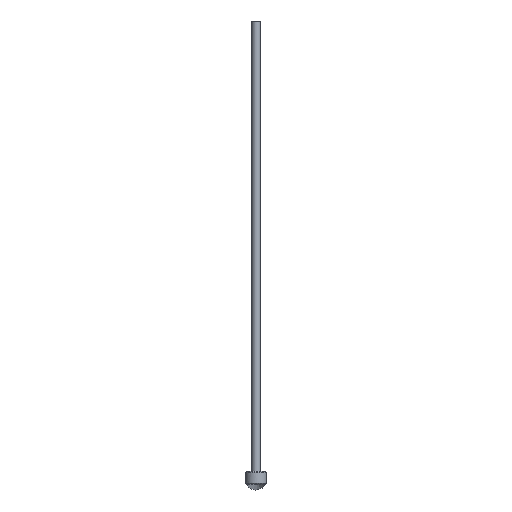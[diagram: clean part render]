
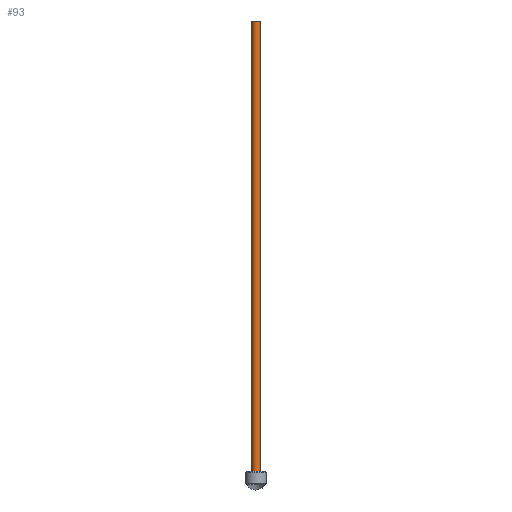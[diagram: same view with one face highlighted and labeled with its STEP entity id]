
A CAD part, left-side view. The second image highlights one B-rep face of the part: STEP entity #93.
In plain terms, the highlighted cylindrical face has radius 2 mm (diameter 4 mm), a full revolution.
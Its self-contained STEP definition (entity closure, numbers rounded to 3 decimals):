
#93 = ADVANCED_FACE( '', ( #221, #222 ), #223, .T. );
#221 = FACE_OUTER_BOUND( '', #405, .T. );
#222 = FACE_OUTER_BOUND( '', #406, .T. );
#223 = CYLINDRICAL_SURFACE( '', #407, 2. );
#405 = EDGE_LOOP( '', ( #629 ) );
#406 = EDGE_LOOP( '', ( #630 ) );
#407 = AXIS2_PLACEMENT_3D( '', #631, #632, #633 );
#629 = ORIENTED_EDGE( '', *, *, #949, .T. );
#630 = ORIENTED_EDGE( '', *, *, #950, .F. );
#631 = CARTESIAN_POINT( '', ( 0., 0., 205.957 ) );
#632 = DIRECTION( '', ( 0., 0., 1. ) );
#633 = DIRECTION( '', ( -1., 0., 0. ) );
#949 = EDGE_CURVE( '', #1105, #1105, #1106, .T. );
#950 = EDGE_CURVE( '', #1107, #1107, #1108, .T. );
#1105 = VERTEX_POINT( '', #1424 );
#1106 = CIRCLE( '', #1425, 2. );
#1107 = VERTEX_POINT( '', #1426 );
#1108 = CIRCLE( '', #1427, 2. );
#1424 = CARTESIAN_POINT( '', ( 2., 0., 6. ) );
#1425 = AXIS2_PLACEMENT_3D( '', #1618, #1619, #1620 );
#1426 = CARTESIAN_POINT( '', ( 2., 0., 220. ) );
#1427 = AXIS2_PLACEMENT_3D( '', #1621, #1622, #1623 );
#1618 = CARTESIAN_POINT( '', ( 0., 0., 6. ) );
#1619 = DIRECTION( '', ( 0., 0., 1. ) );
#1620 = DIRECTION( '', ( 1., 0., 0. ) );
#1621 = CARTESIAN_POINT( '', ( 0., 0., 220. ) );
#1622 = DIRECTION( '', ( 0., 0., 1. ) );
#1623 = DIRECTION( '', ( 1., 0., 0. ) );
